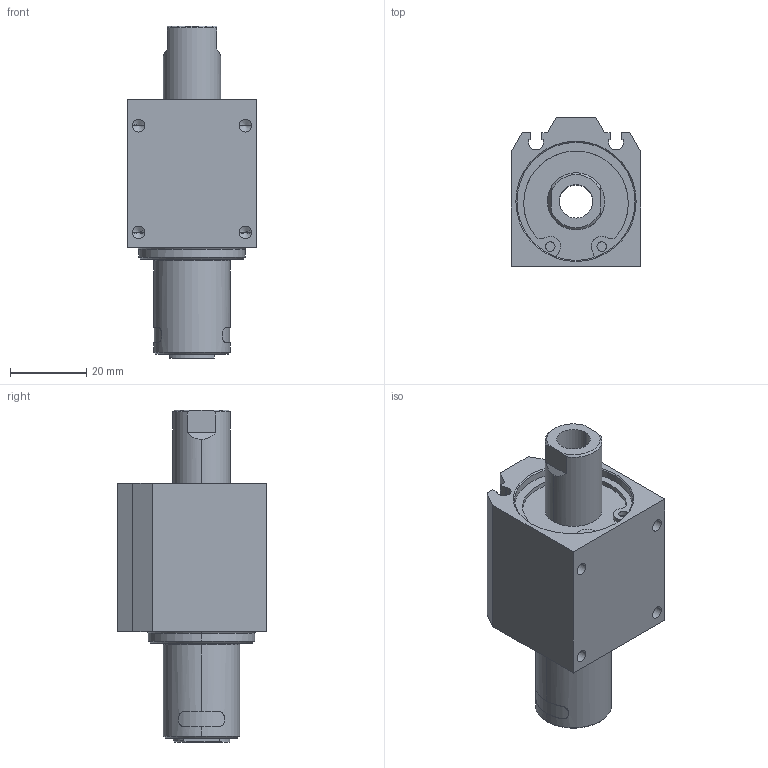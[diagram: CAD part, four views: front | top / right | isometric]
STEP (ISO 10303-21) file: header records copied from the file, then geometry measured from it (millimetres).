
FILE_DESCRIPTION((''),'2;1');
FILE_NAME('10-2250-015901_ASM_1_ASM','2015-08-27T',('flevi'),(''),'PRO/ENGINEER BY PARAMETRIC TECHNOLOGY CORPORATION, 2014310','PRO/ENGINEER BY PARAMETRIC TECHNOLOGY CORPORATION, 2014310','');
FILE_SCHEMA(('CONFIG_CONTROL_DESIGN'));
Length unit declared in the file: millimetre
Products named in the file (3): 70-1730-0001_1; 70-6330-0001_1; 10-2250-015901_ASM_1_ASM
Assembly tree (2 placements, depth 2):
  10-2250-015901_ASM_1_ASM
    70-1730-0001_1
    70-6330-0001_1
Bounding box: 34 x 39 x 87.2 mm (x, y, z)
Volume: 43988.6 mm3; surface area: 24380.7 mm2
Topology: 2 solids, 2 shells, 147 faces, 415 edges, 282 vertices
Faces by surface type: plane 67, cylinder 59, cone 17, torus 4
Entity records: 5082 total; most frequent: CARTESIAN_POINT 1081, DIRECTION 850, ORIENTED_EDGE 814, EDGE_CURVE 407, AXIS2_PLACEMENT_3D 321, VERTEX_POINT 282, VECTOR 208, LINE 208
